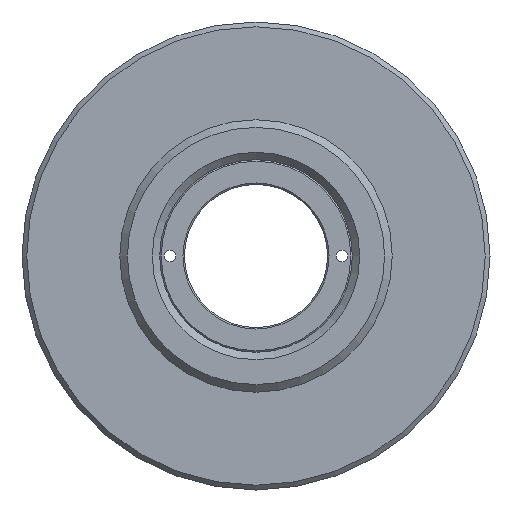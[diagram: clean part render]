
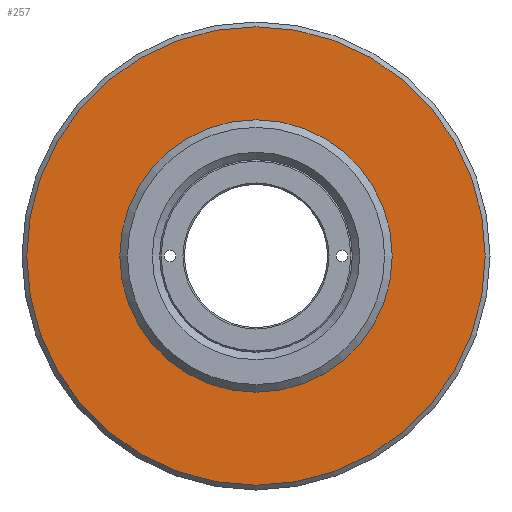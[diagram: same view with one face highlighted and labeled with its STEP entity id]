
A CAD part, front view. The second image highlights one B-rep face of the part: STEP entity #257.
In plain terms, the highlighted planar face has unit normal (0, -1, 0).
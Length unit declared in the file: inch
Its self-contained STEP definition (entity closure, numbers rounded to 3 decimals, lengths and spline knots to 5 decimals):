
#206=CARTESIAN_POINT('',(1.205,-0.13581,-0.36581));
#207=VERTEX_POINT('',#206);
#208=CARTESIAN_POINT('',(0.,-0.13581,-0.36581));
#209=DIRECTION('',(0.0,1.0,0.0));
#210=DIRECTION('',(-1.0,0.0,0.0));
#211=AXIS2_PLACEMENT_3D('',#208,#209,#210);
#212=CIRCLE('',#211,1.205);
#213=EDGE_CURVE('',#207,#207,#212,.T.);
#238=CARTESIAN_POINT('',(0.0,-0.13581,0.67919));
#239=DIRECTION('',(0.0,-1.0,0.0));
#240=DIRECTION('',(1.0,0.0,0.0));
#241=AXIS2_PLACEMENT_3D('',#238,#239,#240);
#242=PLANE('',#241);
#243=ORIENTED_EDGE('',*,*,#213,.F.);
#244=EDGE_LOOP('',(#243));
#245=FACE_OUTER_BOUND('',#244,.T.);
#246=CARTESIAN_POINT('',(0.0,-0.13581,0.30919));
#247=VERTEX_POINT('',#246);
#248=CARTESIAN_POINT('',(0.0,-0.13581,-0.36581));
#249=DIRECTION('',(0.0,-1.0,0.0));
#250=DIRECTION('',(0.0,0.0,1.0));
#251=AXIS2_PLACEMENT_3D('',#248,#249,#250);
#252=CIRCLE('',#251,0.675);
#253=EDGE_CURVE('',#247,#247,#252,.T.);
#254=ORIENTED_EDGE('',*,*,#253,.F.);
#255=EDGE_LOOP('',(#254));
#256=FACE_BOUND('',#255,.T.);
#257=ADVANCED_FACE('',(#245,#256),#242,.T.);
